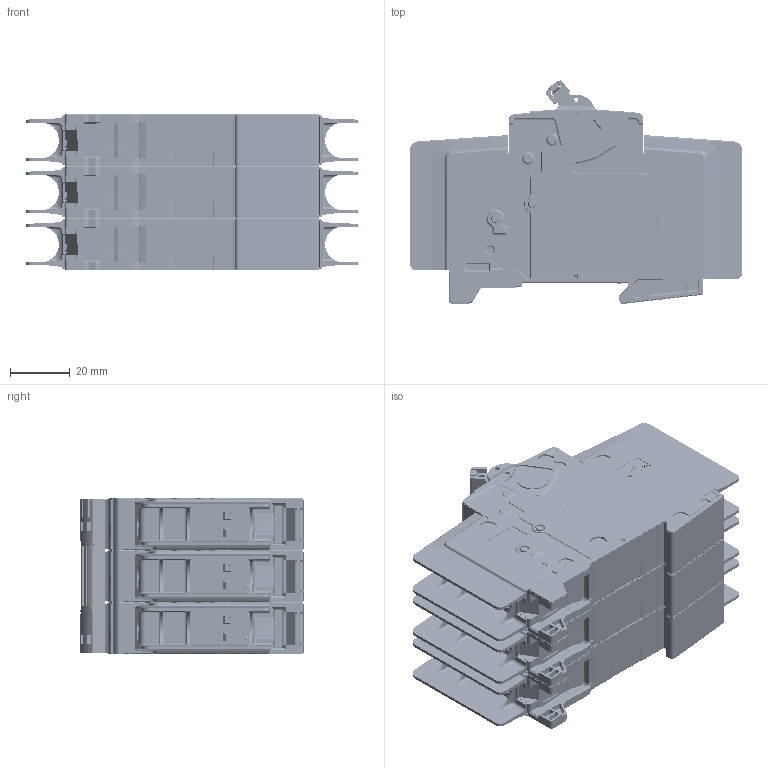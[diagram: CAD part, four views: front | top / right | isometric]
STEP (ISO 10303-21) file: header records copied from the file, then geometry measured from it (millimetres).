
FILE_DESCRIPTION((''),'2;1');
FILE_NAME('2CDS273637_SW0001','2013-09-09T',('DEX214786'),(''),'PRO/ENGINEER BY PARAMETRIC TECHNOLOGY CORPORATION, 2011310','PRO/ENGINEER BY PARAMETRIC TECHNOLOGY CORPORATION, 2011310','');
FILE_SCHEMA(('AUTOMOTIVE_DESIGN_CC2 { 1 2 10303 214 -1 1 5 2 }'));
Products named in the file (1): 2CDS273637_SW0001
Bounding box: 111 x 74.56 x 52.4 mm (x, y, z)
Volume: 239350.4 mm3; surface area: 73885.3 mm2
Topology: 1 solids, 3 shells, 7344 faces, 19886 edges, 12673 vertices
Faces by surface type: plane 4024, cylinder 2022, bspline 559, torus 332, cone 285, sphere 113, extrusion 9
Entity records: 398125 total; most frequent: CARTESIAN_POINT 156354, ORIENTED_EDGE 39742, DIRECTION 34902, EDGE_CURVE 19871, VECTOR 13072, LINE 13063, VERTEX_POINT 12673, AXIS2_PLACEMENT_3D 10915
